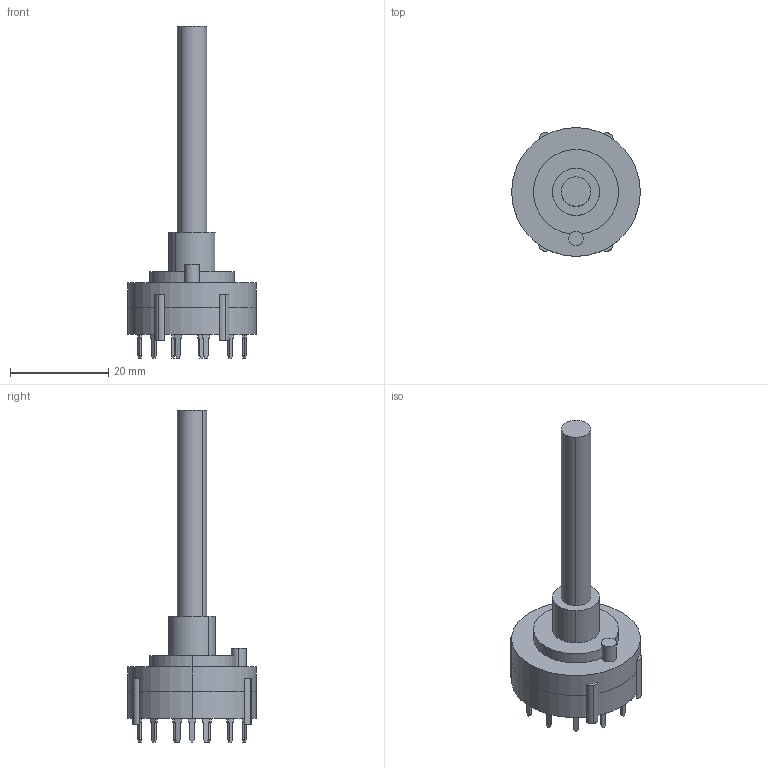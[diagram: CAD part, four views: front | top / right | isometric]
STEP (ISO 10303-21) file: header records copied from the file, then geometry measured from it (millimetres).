
FILE_DESCRIPTION((''),'2;1');
FILE_NAME('SW_LORLIN_CK_3-POLES.stp','2009-04-09T12:20:34',(''),(''),'Mechanical Desktop 2006','Mechanical Desktop 2006',', , ');
FILE_SCHEMA(('AUTOMOTIVE_DESIGN { 1 2 10303 214 0 1 1 1 }'));
Length unit declared in the file: millimetre
Products named in the file (1): Product
Bounding box: 26.2 x 26.2 x 67.6 mm (x, y, z)
Volume: 8073.7 mm3; surface area: 5347.2 mm2
Topology: 25 solids, 25 shells, 228 faces, 534 edges, 356 vertices
Faces by surface type: plane 200, cylinder 28
Entity records: 6469 total; most frequent: CARTESIAN_POINT 1119, ORIENTED_EDGE 1068, DIRECTION 1048, EDGE_CURVE 534, VECTOR 478, LINE 478, VERTEX_POINT 356, AXIS2_PLACEMENT_3D 285
